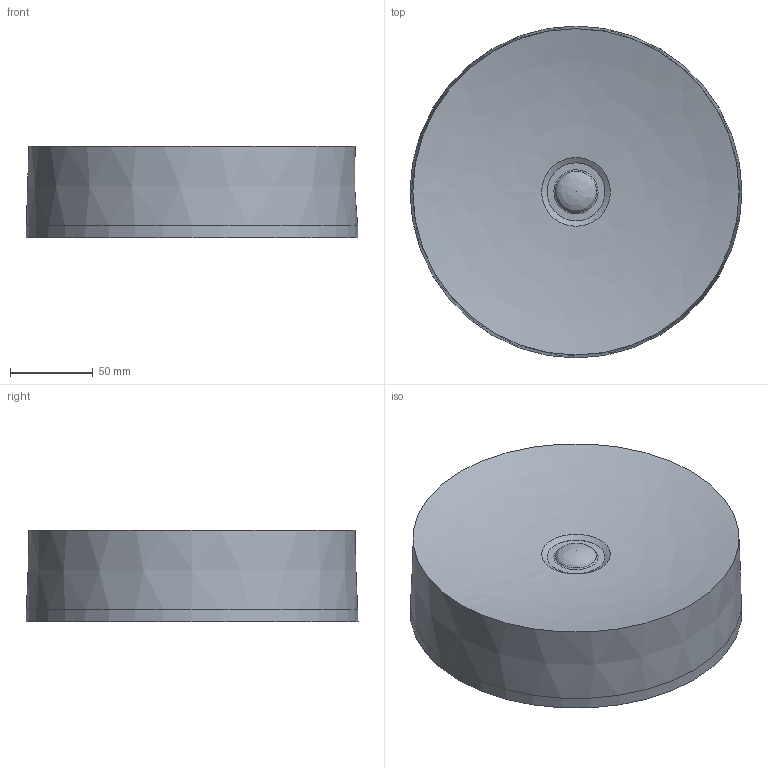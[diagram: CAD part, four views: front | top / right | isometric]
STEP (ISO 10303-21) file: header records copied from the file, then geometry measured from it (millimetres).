
FILE_DESCRIPTION(/* description */ (''),/* implementation_level */ '2;1');
FILE_NAME(/* name */ 'AXD_simple v4.step',/* time_stamp */ '2024-01-17T08:29:26+01:00',/* author */ (''),/* organization */ (''),/* preprocessor_version */ 'ST-DEVELOPER v20',/* originating_system */ 'Autodesk Translation Framework v12.14.0.127',/* authorisation */ '');
FILE_SCHEMA (('AUTOMOTIVE_DESIGN { 1 0 10303 214 3 1 1 }'));
Length unit declared in the file: millimetre
Products named in the file (2): AXD_simple; Linse_simple
Assembly tree (1 placements, depth 2):
  AXD_simple
    Linse_simple
Bounding box: 200.44 x 200.44 x 55 mm (x, y, z)
Volume: 1506181.1 mm3; surface area: 162172.1 mm2
Topology: 3 solids, 3 shells, 14 faces, 20 edges, 12 vertices
Faces by surface type: plane 6, bspline 3, cone 3, cylinder 2
Full cylindrical faces by diameter (mm): 35 x2
Entity records: 535 total; most frequent: CARTESIAN_POINT 236, DIRECTION 55, ORIENTED_EDGE 38, AXIS2_PLACEMENT_3D 25, EDGE_CURVE 19, EDGE_LOOP 15, FACE_OUTER_BOUND 14, ADVANCED_FACE 14
